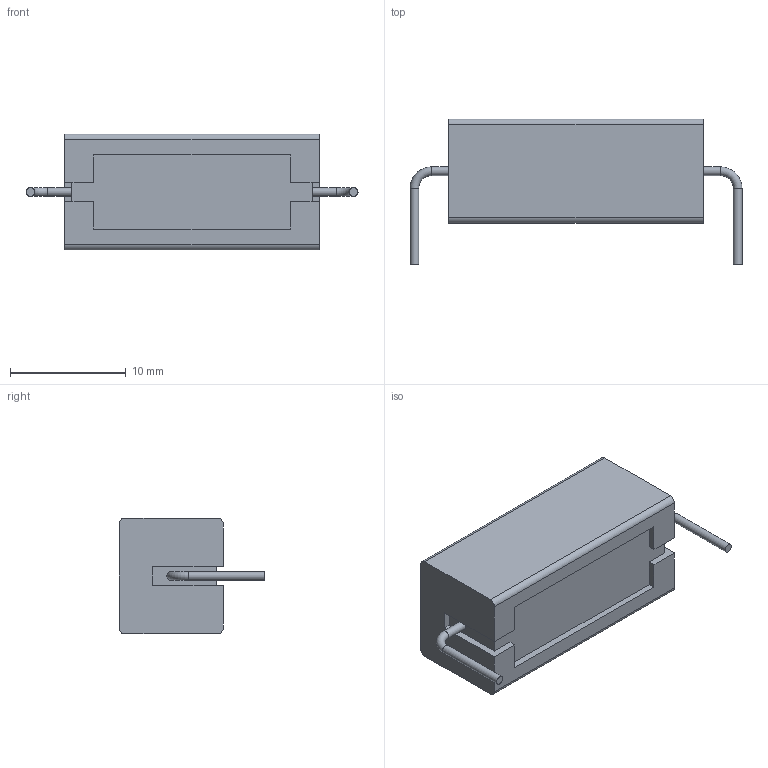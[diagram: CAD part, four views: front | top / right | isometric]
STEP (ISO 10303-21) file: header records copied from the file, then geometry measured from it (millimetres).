
FILE_DESCRIPTION(/* description */ ('STEP AP214','CAx-IF Rec.Pracs.---Representation and Presentation of Product Manufacturing Information (PMI)---4.0---2014-10-13'),/* implementation_level */ '2;1');
FILE_NAME(/* name */ 'User Library-Cement Fixed Resistors 5W 1K5 PCB Horizontal.step',/* time_stamp */ '2020-02-09T12:01:28+03:00',/* author */ ('Andre'),/* organization */ (''),/* preprocessor_version */ 'ST-DEVELOPER v18',/* originating_system */ 'Autodesk Inventor 2020',/* authorisation */ '');
FILE_SCHEMA (('AP242_MANAGED_MODEL_BASED_3D_ENGINEERING_MIM_LF { 1 0 10303 442 1 1 4 }'));
Length unit declared in the file: millimetre
Products named in the file (1): User Library-Cement Fixed Resistors 5W 1K5 PCB Horizontal
Bounding box: 28.69 x 12.6 x 10 mm (x, y, z)
Volume: 1904.2 mm3; surface area: 1092.7 mm2
Topology: 1 solids, 1 shells, 123 faces, 343 edges, 230 vertices
Faces by surface type: plane 85, bspline 28, cylinder 8, torus 2
Full cylindrical faces by diameter (mm): 0.75 x4
Entity records: 4361 total; most frequent: CARTESIAN_POINT 1078, ORIENTED_EDGE 686, DIRECTION 531, EDGE_CURVE 343, LINE 261, VECTOR 261, VERTEX_POINT 230, AXIS2_PLACEMENT_3D 135
